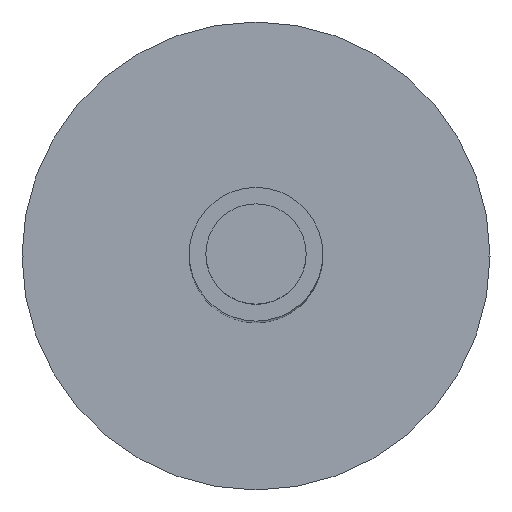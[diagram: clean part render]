
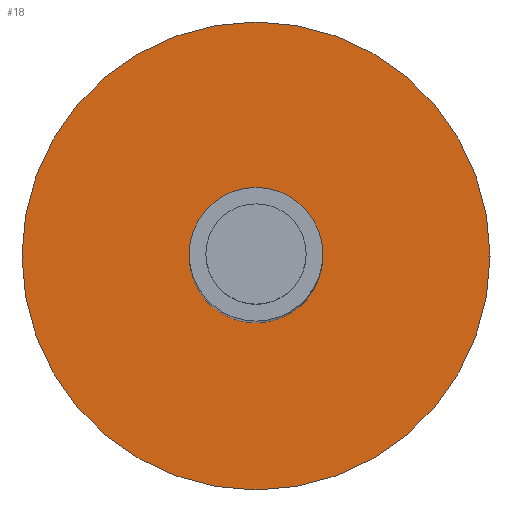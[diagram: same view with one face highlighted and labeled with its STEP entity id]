
A CAD part, top view. The second image highlights one B-rep face of the part: STEP entity #18.
In plain terms, the highlighted planar face has unit normal (0, 0, 1).
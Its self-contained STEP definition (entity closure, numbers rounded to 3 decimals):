
#14=FACE_BOUND('',#39,.T.);
#18=ADVANCED_FACE('',(#28,#14),#149,.T.);
#28=FACE_OUTER_BOUND('',#38,.T.);
#38=EDGE_LOOP('',(#54,#55));
#39=EDGE_LOOP('',(#56,#57));
#54=ORIENTED_EDGE('',*,*,#95,.F.);
#55=ORIENTED_EDGE('',*,*,#86,.F.);
#56=ORIENTED_EDGE('',*,*,#91,.T.);
#57=ORIENTED_EDGE('',*,*,#98,.T.);
#86=EDGE_CURVE('',#132,#138,#103,.T.);
#91=EDGE_CURVE('',#137,#140,#107,.T.);
#95=EDGE_CURVE('',#138,#132,#109,.T.);
#98=EDGE_CURVE('',#140,#137,#111,.T.);
#103=TRIMMED_CURVE($,#115,(#368),(#369),.T.,.CARTESIAN.);
#107=TRIMMED_CURVE($,#119,(#382),(#383),.T.,.CARTESIAN.);
#109=TRIMMED_CURVE($,#121,(#394),(#395),.T.,.CARTESIAN.);
#111=TRIMMED_CURVE($,#123,(#402),(#403),.T.,.CARTESIAN.);
#115=CIRCLE('',#251,7.);
#119=CIRCLE('',#255,2.);
#121=CIRCLE('',#257,7.);
#123=CIRCLE('',#259,2.);
#132=VERTEX_POINT('',#348);
#137=VERTEX_POINT('',#353);
#138=VERTEX_POINT('',#354);
#140=VERTEX_POINT('',#356);
#149=PLANE('',#243);
#243=AXIS2_PLACEMENT_3D('',#321,#266,$);
#251=AXIS2_PLACEMENT_3D($,#367,#275,#276);
#255=AXIS2_PLACEMENT_3D($,#381,#283,#284);
#257=AXIS2_PLACEMENT_3D($,#393,#287,#288);
#259=AXIS2_PLACEMENT_3D($,#401,#291,#292);
#266=DIRECTION('',(0.,0.,1.));
#275=DIRECTION('',(0.,0.,-1.));
#276=DIRECTION('',(1.,0.,0.));
#283=DIRECTION('',(0.,0.,-1.));
#284=DIRECTION('',(1.,0.,0.));
#287=DIRECTION('',(0.,0.,-1.));
#288=DIRECTION('',(-1.,0.,0.));
#291=DIRECTION('',(0.,0.,-1.));
#292=DIRECTION('',(-1.,0.,0.));
#321=CARTESIAN_POINT('',(-7.14,7.14,12.));
#348=CARTESIAN_POINT('',(7.,0.,12.));
#353=CARTESIAN_POINT('',(2.,0.,12.));
#354=CARTESIAN_POINT('',(-7.,0.,12.));
#356=CARTESIAN_POINT('',(-2.,0.,12.));
#367=CARTESIAN_POINT('',(0.,0.,12.));
#368=CARTESIAN_POINT('',(7.,0.,12.));
#369=CARTESIAN_POINT('',(-7.,0.,12.));
#381=CARTESIAN_POINT('',(0.,0.,12.));
#382=CARTESIAN_POINT('',(2.,0.,12.));
#383=CARTESIAN_POINT('',(-2.,0.,12.));
#393=CARTESIAN_POINT('',(0.,0.,12.));
#394=CARTESIAN_POINT('',(-7.,0.,12.));
#395=CARTESIAN_POINT('',(7.,0.,12.));
#401=CARTESIAN_POINT('',(0.,0.,12.));
#402=CARTESIAN_POINT('',(-2.,0.,12.));
#403=CARTESIAN_POINT('',(2.,0.,12.));
